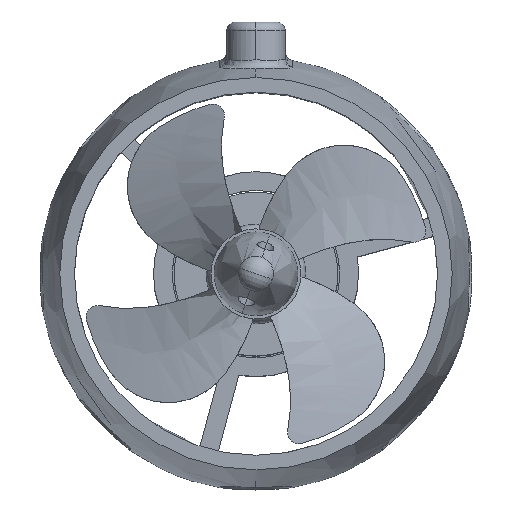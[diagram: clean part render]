
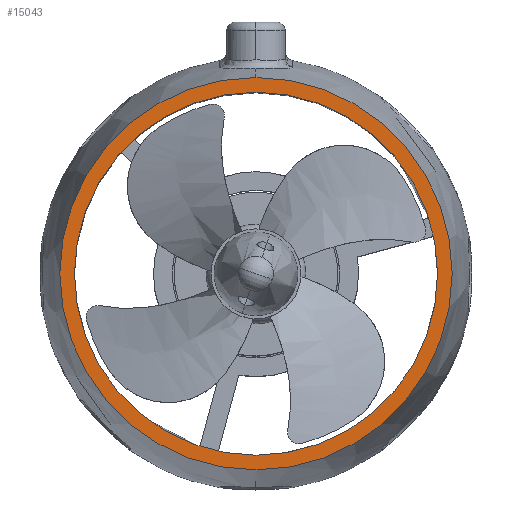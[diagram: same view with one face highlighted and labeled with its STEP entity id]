
A CAD part, top view. The second image highlights one B-rep face of the part: STEP entity #15043.
In plain terms, the highlighted planar face has unit normal (0, 0, 1).
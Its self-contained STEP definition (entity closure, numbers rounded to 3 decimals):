
#61 = CARTESIAN_POINT ( 'NONE',  ( 31., 0., 70. ) ) ;
#2587 = CIRCLE ( 'NONE', #7767, 33.5 ) ;
#3314 = ORIENTED_EDGE ( 'NONE', *, *, #14424, .F. ) ;
#3384 = PLANE ( 'NONE',  #10806 ) ;
#3709 = DIRECTION ( 'NONE',  ( 0., 0., -1. ) ) ;
#4319 = CARTESIAN_POINT ( 'NONE',  ( 0., 33.5, 70. ) ) ;
#4488 = CARTESIAN_POINT ( 'NONE',  ( 0., 0., 70. ) ) ;
#4514 = EDGE_LOOP ( 'NONE', ( #10382, #7533 ) ) ;
#4623 = DIRECTION ( 'NONE',  ( 1., 0., 0. ) ) ;
#4788 = DIRECTION ( 'NONE',  ( -1., 0., 0. ) ) ;
#4916 = EDGE_LOOP ( 'NONE', ( #7198, #3314 ) ) ;
#5165 = EDGE_CURVE ( 'NONE', #11692, #9728, #12163, .T. ) ;
#5534 = EDGE_CURVE ( 'NONE', #10594, #14140, #2587, .T. ) ;
#6016 = AXIS2_PLACEMENT_3D ( 'NONE', #10485, #3709, #4788 ) ;
#6846 = DIRECTION ( 'NONE',  ( 0., 0., 1. ) ) ;
#7198 = ORIENTED_EDGE ( 'NONE', *, *, #5165, .F. ) ;
#7533 = ORIENTED_EDGE ( 'NONE', *, *, #5534, .F. ) ;
#7767 = AXIS2_PLACEMENT_3D ( 'NONE', #4488, #11330, #12619 ) ;
#7994 = AXIS2_PLACEMENT_3D ( 'NONE', #14327, #13093, #8486 ) ;
#8467 = CARTESIAN_POINT ( 'NONE',  ( 0., 0., 70. ) ) ;
#8486 = DIRECTION ( 'NONE',  ( 1., 0., 0. ) ) ;
#9581 = AXIS2_PLACEMENT_3D ( 'NONE', #8467, #13075, #11705 ) ;
#9728 = VERTEX_POINT ( 'NONE', #13830 ) ;
#10154 = FACE_BOUND ( 'NONE', #4916, .T. ) ;
#10382 = ORIENTED_EDGE ( 'NONE', *, *, #11957, .F. ) ;
#10485 = CARTESIAN_POINT ( 'NONE',  ( 0., 0., 70. ) ) ;
#10594 = VERTEX_POINT ( 'NONE', #14294 ) ;
#10806 = AXIS2_PLACEMENT_3D ( 'NONE', #4319, #6846, #4623 ) ;
#11330 = DIRECTION ( 'NONE',  ( 0., 0., -1. ) ) ;
#11692 = VERTEX_POINT ( 'NONE', #61 ) ;
#11705 = DIRECTION ( 'NONE',  ( 1., 0., 0. ) ) ;
#11957 = EDGE_CURVE ( 'NONE', #14140, #10594, #13642, .T. ) ;
#12163 = CIRCLE ( 'NONE', #7994, 31. ) ;
#12619 = DIRECTION ( 'NONE',  ( -1., 0., 0. ) ) ;
#13075 = DIRECTION ( 'NONE',  ( 0., 0., 1. ) ) ;
#13093 = DIRECTION ( 'NONE',  ( 0., 0., 1. ) ) ;
#13349 = CARTESIAN_POINT ( 'NONE',  ( 0., 33.5, 70. ) ) ;
#13642 = CIRCLE ( 'NONE', #6016, 33.5 ) ;
#13830 = CARTESIAN_POINT ( 'NONE',  ( -31., 0., 70. ) ) ;
#14140 = VERTEX_POINT ( 'NONE', #13349 ) ;
#14294 = CARTESIAN_POINT ( 'NONE',  ( 0., -33.5, 70. ) ) ;
#14327 = CARTESIAN_POINT ( 'NONE',  ( 0., 0., 70. ) ) ;
#14424 = EDGE_CURVE ( 'NONE', #9728, #11692, #14760, .T. ) ;
#14760 = CIRCLE ( 'NONE', #9581, 31. ) ;
#14853 = FACE_OUTER_BOUND ( 'NONE', #4514, .T. ) ;
#15043 = ADVANCED_FACE ( 'NONE', ( #10154, #14853 ), #3384, .T. ) ;
